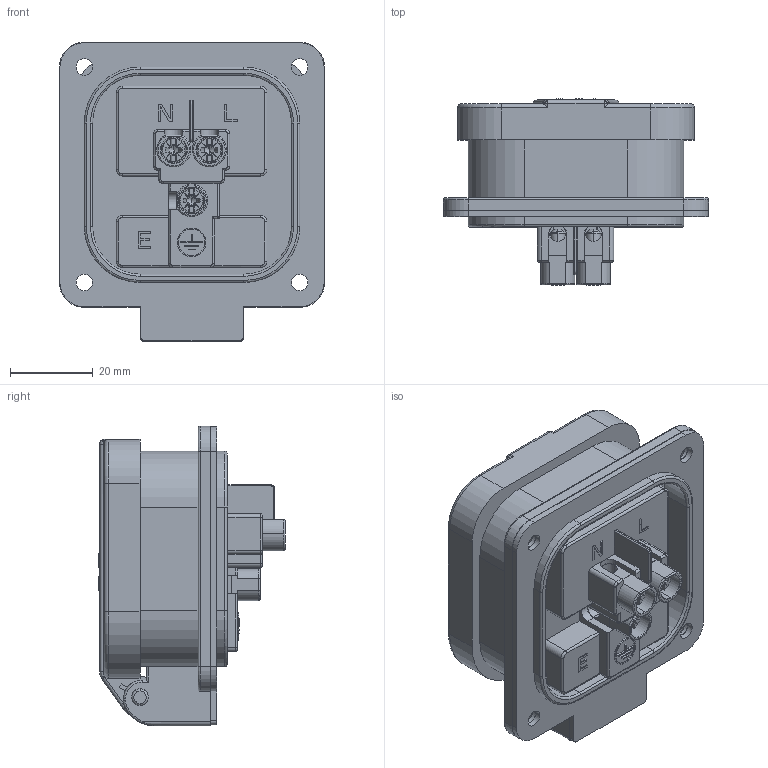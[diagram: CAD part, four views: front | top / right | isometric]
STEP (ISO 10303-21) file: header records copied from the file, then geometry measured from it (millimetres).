
FILE_DESCRIPTION (( 'STEP AP203' ), '1' );
FILE_NAME ('1020-0s.STEP', '2020-05-05T07:11:23', ( '' ), ( '' ), 'SwSTEP 2.0', 'SolidWorks 2019', '' );
FILE_SCHEMA (( 'CONFIG_CONTROL_DESIGN' ));
Length unit declared in the file: millimetre
Products named in the file (1): 1020-0s
Bounding box: 64 x 44.9 x 72.3 mm (x, y, z)
Volume: 85016.6 mm3; surface area: 26520.5 mm2
Topology: 1 solids, 1 shells, 1134 faces, 3072 edges, 1977 vertices
Faces by surface type: plane 721, cylinder 260, torus 81, cone 48, sphere 18, bspline 6
Entity records: 37701 total; most frequent: CARTESIAN_POINT 9047, ORIENTED_EDGE 6106, DIRECTION 5745, EDGE_CURVE 3053, LINE 2181, VECTOR 2181, VERTEX_POINT 1974, AXIS2_PLACEMENT_3D 1782
